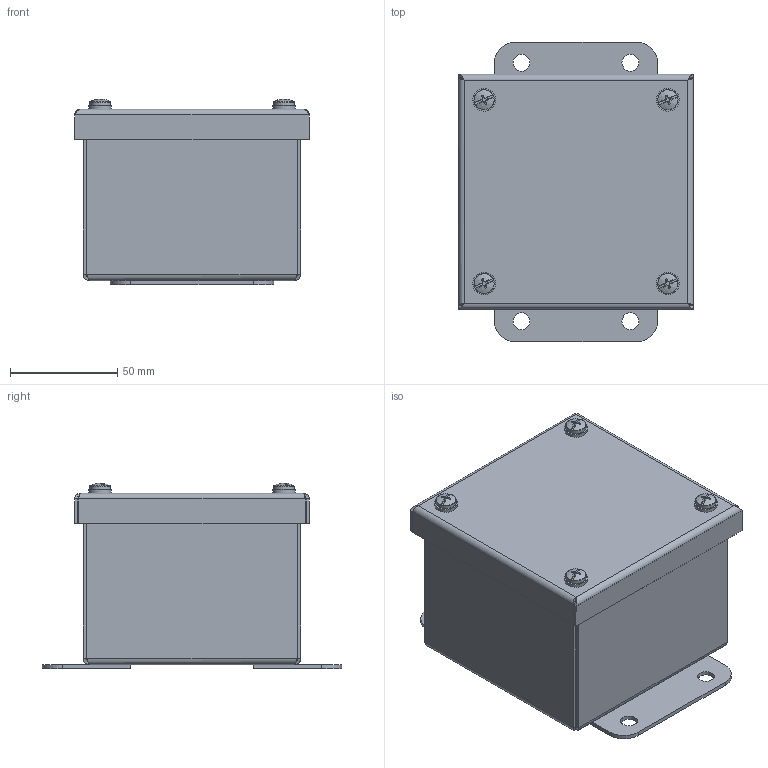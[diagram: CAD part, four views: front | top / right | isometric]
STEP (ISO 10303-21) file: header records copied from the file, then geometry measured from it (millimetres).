
FILE_DESCRIPTION(/* description */ ('JIC,CS,SCREW COVER,4X4X3'),/* implementation_level */ '2;1');
FILE_NAME(/* name */ 'B040403SC.stp',/* time_stamp */ '2021-10-25T07:09:29-05:00',/* author */ ('dnichola'),/* organization */ (''),/* preprocessor_version */ 'ST-DEVELOPER v18',/* originating_system */ 'Autodesk Inventor 2020',/* authorisation */ '');
FILE_SCHEMA (('AUTOMOTIVE_DESIGN { 1 0 10303 214 3 1 1 }'));
Length unit declared in the file: inch
Products named in the file (9): B040403SC; 34984; 3481; B040403SCBKP; 316201; 38811; B0404SCLID; HFW372235-SCREW; HFW372235-WASHER
Assembly tree (19 placements, depth 2):
  B040403SC
    3481  x2
    34984  x4
    B040403SCBKP
    316201  x2
    38811
    B0404SCLID
    HFW372235-SCREW  x4
    HFW372235-WASHER  x4
Bounding box: 109.54 x 139.7 x 86.69 mm (x, y, z)
Volume: 134257.8 mm3; surface area: 156816.7 mm2
Topology: 19 solids, 19 shells, 556 faces, 1442 edges, 941 vertices
Faces by surface type: plane 299, cylinder 154, cone 53, bspline 28, torus 14, sphere 8
Full cylindrical faces by diameter (mm): 3.533 x4, 3.534 x32, 3.962 x4, 4.445 x4, 4.775 x24, 4.826 x1, 4.978 x4, 6.299 x4, 6.35 x1, 6.528 x4, 7.137 x4, 7.874 x4, 7.95 x4, 9.525 x4, 10.312 x4
Entity records: 10187 total; most frequent: CARTESIAN_POINT 3450, ORIENTED_EDGE 1294, DIRECTION 1254, EDGE_CURVE 647, AXIS2_PLACEMENT_3D 429, VERTEX_POINT 404, LINE 396, VECTOR 396
